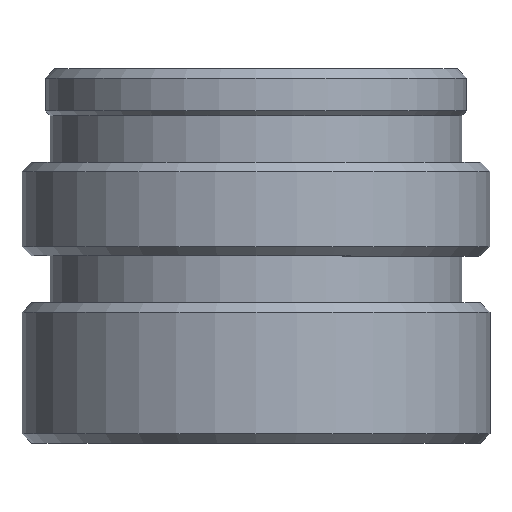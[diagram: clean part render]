
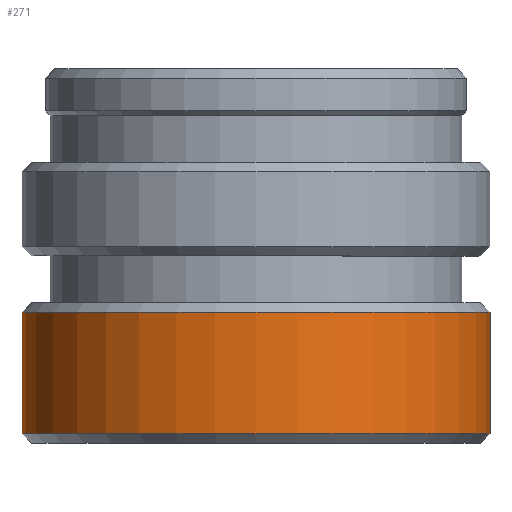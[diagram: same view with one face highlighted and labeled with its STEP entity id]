
A CAD part, front view. The second image highlights one B-rep face of the part: STEP entity #271.
In plain terms, the highlighted cylindrical face has radius 2.5 mm (diameter 5 mm), a full revolution.
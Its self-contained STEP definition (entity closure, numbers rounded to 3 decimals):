
#16=CYLINDRICAL_SURFACE('',#310,2.5);
#35=FACE_OUTER_BOUND('',#55,.T.);
#55=EDGE_LOOP('',(#201,#202,#203,#204));
#77=LINE('',#465,#91);
#91=VECTOR('',#371,2.5);
#107=CIRCLE('',#309,2.5);
#108=CIRCLE('',#311,2.5);
#130=VERTEX_POINT('',#459);
#131=VERTEX_POINT('',#463);
#156=EDGE_CURVE('',#130,#130,#107,.T.);
#157=EDGE_CURVE('',#131,#131,#108,.T.);
#158=EDGE_CURVE('',#131,#130,#77,.T.);
#201=ORIENTED_EDGE('',*,*,#157,.F.);
#202=ORIENTED_EDGE('',*,*,#158,.T.);
#203=ORIENTED_EDGE('',*,*,#156,.F.);
#204=ORIENTED_EDGE('',*,*,#158,.F.);
#271=ADVANCED_FACE('',(#35),#16,.T.);
#309=AXIS2_PLACEMENT_3D('',#461,#365,#366);
#310=AXIS2_PLACEMENT_3D('',#462,#367,#368);
#311=AXIS2_PLACEMENT_3D('',#464,#369,#370);
#365=DIRECTION('center_axis',(0.,0.,-1.));
#366=DIRECTION('ref_axis',(1.,0.,0.));
#367=DIRECTION('center_axis',(0.,0.,1.));
#368=DIRECTION('ref_axis',(1.,0.,0.));
#369=DIRECTION('center_axis',(0.,0.,1.));
#370=DIRECTION('ref_axis',(1.,0.,0.));
#371=DIRECTION('',(0.,0.,-1.));
#459=CARTESIAN_POINT('',(-2.5,0.,0.1));
#461=CARTESIAN_POINT('Origin',(0.,0.,0.1));
#462=CARTESIAN_POINT('Origin',(0.,0.,0.));
#463=CARTESIAN_POINT('',(-2.5,0.,1.4));
#464=CARTESIAN_POINT('Origin',(0.,0.,1.4));
#465=CARTESIAN_POINT('',(-2.5,0.,0.));
